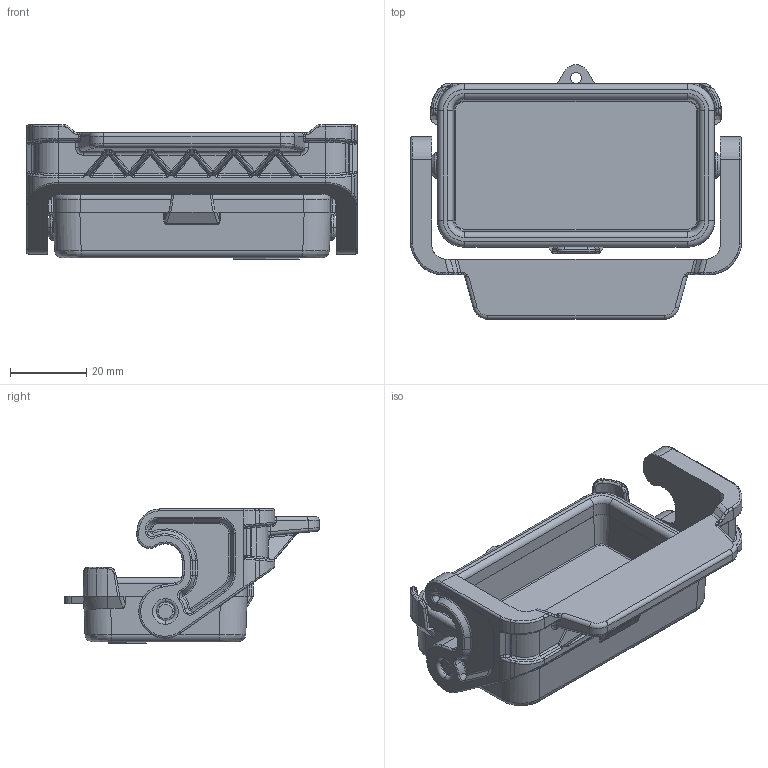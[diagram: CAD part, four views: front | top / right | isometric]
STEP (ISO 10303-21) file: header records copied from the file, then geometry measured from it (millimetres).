
FILE_DESCRIPTION(('Creo Elements/Direct Modeling STEP Export'),'2;1');
FILE_NAME('0ln7uvk5tno8h3q968','2023-11-15T16:34:08',(''),(''),'Creo Elements/Direct Modeling STEP processor for AP214 (Solid Model)','Creo Elements/Direct Modeling 20.1B 02-Apr-2019 (C) Parametric Technology GmbH','');
FILE_SCHEMA(('AUTOMOTIVE_DESIGN { 1 0 10303 214 1 1 1 1 }'));
Products named in the file (2): JPC 10 LG
Assembly tree (1 placements, depth 2):
  JPC 10 LG
    JPC 10 LG
Bounding box: 87 x 67 x 35.3 mm (x, y, z)
Volume: 34158.1 mm3; surface area: 22457.5 mm2
Topology: 1 solids, 1 shells, 729 faces, 1772 edges, 1057 vertices
Faces by surface type: cylinder 273, plane 180, bspline 158, torus 79, cone 34, extrusion 4, sphere 1
Entity records: 61955 total; most frequent: CARTESIAN_POINT 40934, ORIENTED_EDGE 3538, DIRECTION 2677, EDGE_CURVE 1769, VERTEX_POINT 1057, AXIS2_PLACEMENT_3D 966, EDGE_LOOP 748, VECTOR 745
